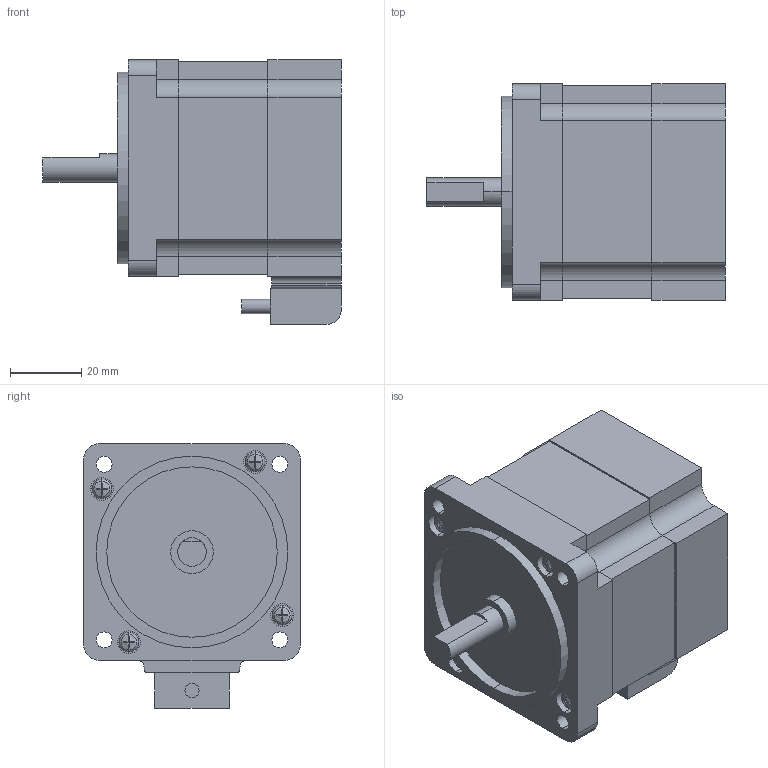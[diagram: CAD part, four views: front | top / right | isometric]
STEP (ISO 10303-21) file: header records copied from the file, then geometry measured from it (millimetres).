
FILE_DESCRIPTION(('starvars output'),'2;1');
FILE_NAME('fh6s4_00.stp','14:03:02 2014/09/11',( 'Thomas Industrial Network Germany GmbH'),( 'Thomas Industrial Network Germany GmbH'),'unknown preprocess','ACIS' ,'unknown authorization');
FILE_SCHEMA(('AUTOMOTIVE_DESIGN_CC2 {UNKNOWN IMPLEMENTATION LEVEL}'));
Length unit declared in the file: millimetre
Products named in the file (4): PRODUCT_ID_10; PRODUCT_ID_11; PRODUCT_ID_12; PRODUCT_ID_13
Bounding box: 84 x 61 x 74.5 mm (x, y, z)
Volume: 207796.2 mm3; surface area: 38306 mm2
Topology: 4 solids, 4 shells, 187 faces, 463 edges, 296 vertices
Faces by surface type: plane 116, cylinder 47, bspline 8, torus 8, cone 8
Entity records: 7213 total; most frequent: CARTESIAN_POINT 1279, ORIENTED_EDGE 926, DIRECTION 734, EDGE_CURVE 463, VERTEX_POINT 296, VECTOR 264, LINE 264, AXIS2_PLACEMENT_3D 235
